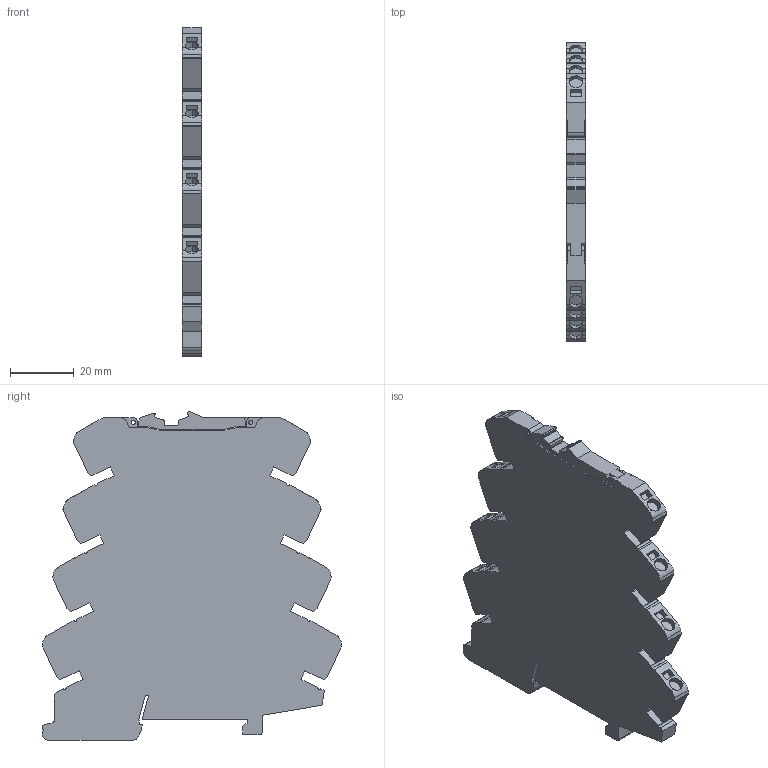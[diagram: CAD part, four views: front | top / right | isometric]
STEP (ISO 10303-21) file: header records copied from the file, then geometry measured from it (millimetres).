
FILE_DESCRIPTION (( 'STEP AP214' ), '1' );
FILE_NAME ('857-411.STEP', '2025-02-17T12:45:06', ( '' ), ( '' ), 'SwSTEP 2.0', 'SolidWorks 2021', '' );
FILE_SCHEMA (( 'AUTOMOTIVE_DESIGN' ));
Length unit declared in the file: inch
Products named in the file (1): 857-411
Bounding box: 6 x 94.26 x 103.36 mm (x, y, z)
Volume: 43931.5 mm3; surface area: 19262.1 mm2
Topology: 1 solids, 1 shells, 317 faces, 899 edges, 594 vertices
Faces by surface type: plane 219, cylinder 98
Entity records: 10397 total; most frequent: CARTESIAN_POINT 1955, ORIENTED_EDGE 1798, DIRECTION 1715, EDGE_CURVE 899, VECTOR 687, LINE 687, VERTEX_POINT 594, AXIS2_PLACEMENT_3D 514
